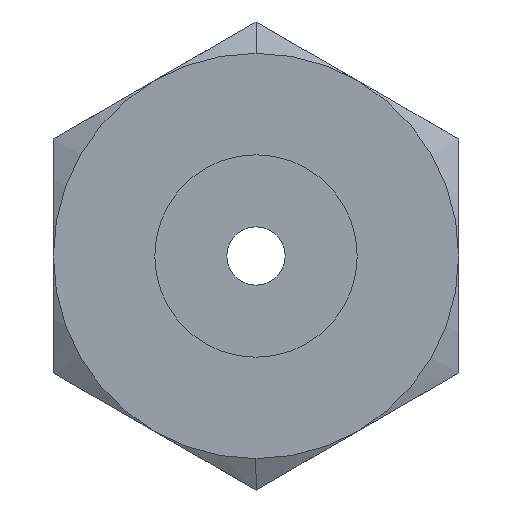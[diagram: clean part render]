
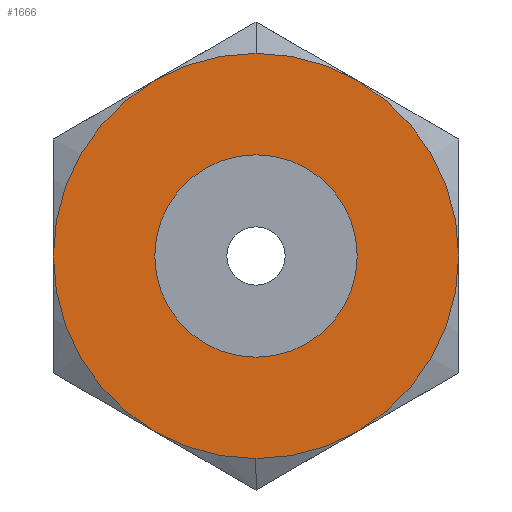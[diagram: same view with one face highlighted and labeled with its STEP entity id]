
A CAD part, left-side view. The second image highlights one B-rep face of the part: STEP entity #1666.
In plain terms, the highlighted planar face has unit normal (-1, 0, 0).
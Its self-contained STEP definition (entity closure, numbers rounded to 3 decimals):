
#285 = EDGE_CURVE ( 'NONE', #8324, #6522, #6689, .T. ) ;
#532 = ORIENTED_EDGE ( 'NONE', *, *, #6377, .T. ) ;
#536 = CIRCLE ( 'NONE', #7687, 3.965 ) ;
#559 = DIRECTION ( 'NONE',  ( 1., 0., 0. ) ) ;
#1015 = DIRECTION ( 'NONE',  ( 0., 0., 1. ) ) ;
#1338 = PLANE ( 'NONE',  #2110 ) ;
#1666 = ADVANCED_FACE ( 'NONE', ( #3365, #7801 ), #1338, .T. ) ;
#2016 = CARTESIAN_POINT ( 'NONE',  ( 0., 0., 3.967 ) ) ;
#2085 = CARTESIAN_POINT ( 'NONE',  ( 0., 0., -3.965 ) ) ;
#2088 = CARTESIAN_POINT ( 'NONE',  ( 0., 0., 0. ) ) ;
#2110 = AXIS2_PLACEMENT_3D ( 'NONE', #2016, #3918, #7170 ) ;
#2256 = ORIENTED_EDGE ( 'NONE', *, *, #285, .F. ) ;
#2584 = EDGE_LOOP ( 'NONE', ( #2256, #5588 ) ) ;
#2728 = DIRECTION ( 'NONE',  ( 1., 0., 0. ) ) ;
#2952 = CARTESIAN_POINT ( 'NONE',  ( 0., 0., 0. ) ) ;
#3139 = DIRECTION ( 'NONE',  ( 0., 0., 1. ) ) ;
#3365 = FACE_BOUND ( 'NONE', #7692, .T. ) ;
#3898 = CARTESIAN_POINT ( 'NONE',  ( 0., 0., 0. ) ) ;
#3918 = DIRECTION ( 'NONE',  ( -1., 0., 0. ) ) ;
#4260 = CARTESIAN_POINT ( 'NONE',  ( 0., 0., 3.965 ) ) ;
#4713 = DIRECTION ( 'NONE',  ( 0., 0., -1. ) ) ;
#5038 = ORIENTED_EDGE ( 'NONE', *, *, #8101, .T. ) ;
#5256 = DIRECTION ( 'NONE',  ( 1., 0., 0. ) ) ;
#5294 = VERTEX_POINT ( 'NONE', #4260 ) ;
#5485 = AXIS2_PLACEMENT_3D ( 'NONE', #3898, #559, #3139 ) ;
#5588 = ORIENTED_EDGE ( 'NONE', *, *, #5674, .F. ) ;
#5674 = EDGE_CURVE ( 'NONE', #6522, #8324, #7420, .T. ) ;
#5743 = CARTESIAN_POINT ( 'NONE',  ( 0., 0., 7.935 ) ) ;
#5805 = DIRECTION ( 'NONE',  ( 0., 0., -1. ) ) ;
#6097 = CIRCLE ( 'NONE', #8241, 3.965 ) ;
#6377 = EDGE_CURVE ( 'NONE', #6466, #5294, #536, .T. ) ;
#6466 = VERTEX_POINT ( 'NONE', #2085 ) ;
#6522 = VERTEX_POINT ( 'NONE', #8329 ) ;
#6689 = CIRCLE ( 'NONE', #5485, 7.935 ) ;
#7170 = DIRECTION ( 'NONE',  ( 0., 0., 1. ) ) ;
#7420 = CIRCLE ( 'NONE', #7572, 7.935 ) ;
#7572 = AXIS2_PLACEMENT_3D ( 'NONE', #2088, #2728, #4713 ) ;
#7687 = AXIS2_PLACEMENT_3D ( 'NONE', #7785, #5256, #5805 ) ;
#7692 = EDGE_LOOP ( 'NONE', ( #532, #5038 ) ) ;
#7785 = CARTESIAN_POINT ( 'NONE',  ( 0., 0., 0. ) ) ;
#7801 = FACE_OUTER_BOUND ( 'NONE', #2584, .T. ) ;
#8101 = EDGE_CURVE ( 'NONE', #5294, #6466, #6097, .T. ) ;
#8102 = DIRECTION ( 'NONE',  ( 1., 0., 0. ) ) ;
#8241 = AXIS2_PLACEMENT_3D ( 'NONE', #2952, #8102, #1015 ) ;
#8324 = VERTEX_POINT ( 'NONE', #5743 ) ;
#8329 = CARTESIAN_POINT ( 'NONE',  ( 0., 0., -7.935 ) ) ;
